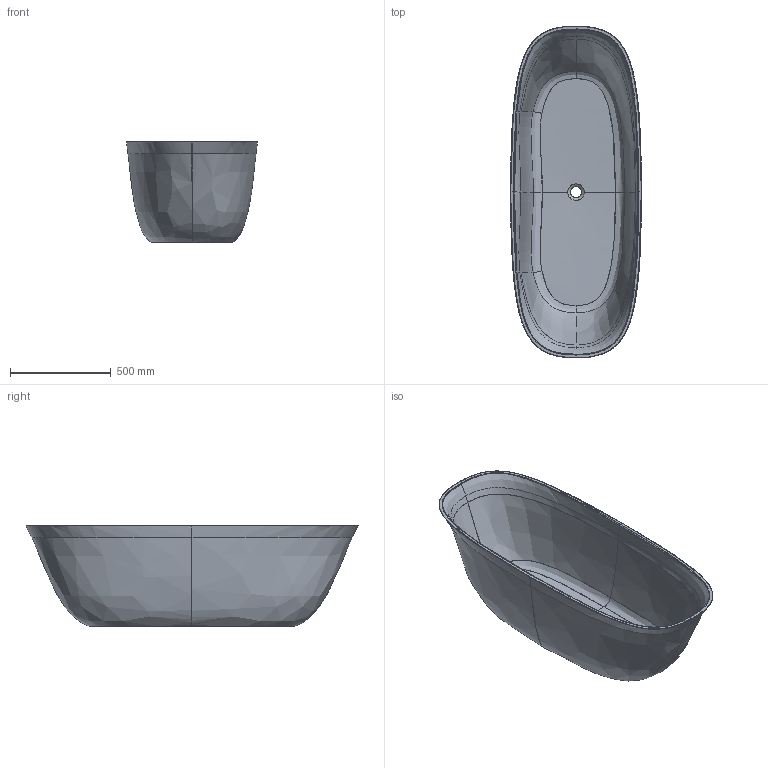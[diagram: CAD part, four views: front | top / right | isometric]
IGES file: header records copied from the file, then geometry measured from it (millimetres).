
Global section: file name: 40_1083_17_07_10_MONZA 165x65.igs; native system: NX V8.5; preprocessor: SIEMENS PLM Software NX 8.5; date: 20201229.100504; units: millimetre
Bounding box: 649.67 x 1648.31 x 500 mm (x, y, z)
Surface area: 4413458.6 mm2 (no closed solid volume)
Topology: 0 solids, 0 shells, 131 faces, 1425 edges, 1420 vertices
Faces by surface type: bspline 131
